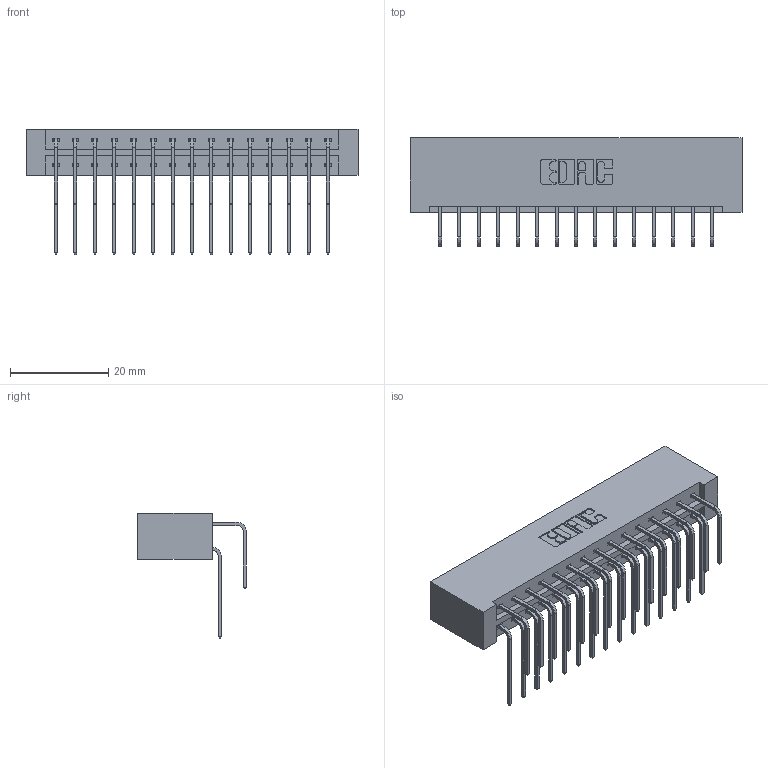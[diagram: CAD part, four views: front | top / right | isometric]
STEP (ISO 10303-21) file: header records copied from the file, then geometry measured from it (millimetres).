
FILE_DESCRIPTION (( 'STEP AP203' ), '1' );
FILE_NAME ('833-030-558-201.STEP', '2020-06-02T14:09:38', ( '' ), ( '' ), 'SwSTEP 2.0', 'SolidWorks 2020', '' );
FILE_SCHEMA (( 'CONFIG_CONTROL_DESIGN' ));
Length unit declared in the file: inch
Products named in the file (4): 833 Part_Lugless; 345-292-001_558 559 Tail - 1; 833-030-558-201; 345-292-001_558 Tail - 2
Assembly tree (31 placements, depth 2):
  833-030-558-201
    833 Part_Lugless
    345-292-001_558 559 Tail - 1  x15
    345-292-001_558 Tail - 2  x15
Bounding box: 67.69 x 22.17 x 25.53 mm (x, y, z)
Volume: 7463.7 mm3; surface area: 9420.2 mm2
Topology: 31 solids, 31 shells, 1726 faces, 5117 edges, 3370 vertices
Faces by surface type: plane 1206, cylinder 520
Entity records: 14649 total; most frequent: CARTESIAN_POINT 2509, ORIENTED_EDGE 2394, DIRECTION 2165, EDGE_CURVE 1197, LINE 1037, VECTOR 1037, VERTEX_POINT 794, AXIS2_PLACEMENT_3D 564
